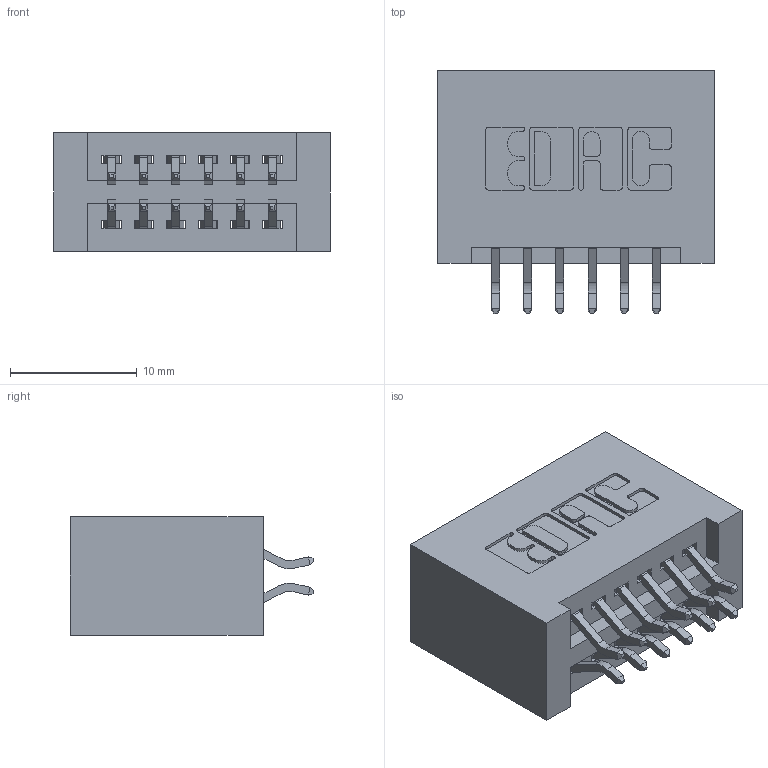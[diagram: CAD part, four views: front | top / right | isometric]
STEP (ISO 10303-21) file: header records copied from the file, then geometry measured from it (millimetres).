
FILE_DESCRIPTION (( 'STEP AP203' ), '1' );
FILE_NAME ('395-012-556-201.STEP', '2019-10-15T13:34:43', ( '' ), ( '' ), 'SwSTEP 2.0', 'SolidWorks 2016', '' );
FILE_SCHEMA (( 'CONFIG_CONTROL_DESIGN' ));
Length unit declared in the file: inch
Products named in the file (3): 345 Part_No Mounting Lugs; 345-292-001_556 Tail; 395-012-556-201
Assembly tree (13 placements, depth 2):
  395-012-556-201
    345 Part_No Mounting Lugs
    345-292-001_556 Tail  x12
Bounding box: 21.84 x 19.24 x 9.4 mm (x, y, z)
Volume: 2403.2 mm3; surface area: 3147.9 mm2
Topology: 13 solids, 13 shells, 790 faces, 2321 edges, 1530 vertices
Faces by surface type: plane 520, cylinder 270
Entity records: 9497 total; most frequent: CARTESIAN_POINT 1640, ORIENTED_EDGE 1562, DIRECTION 1473, EDGE_CURVE 781, LINE 625, VECTOR 625, VERTEX_POINT 518, AXIS2_PLACEMENT_3D 424
